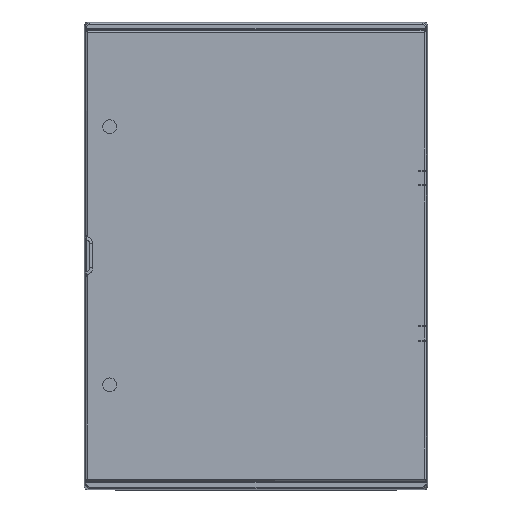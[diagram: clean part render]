
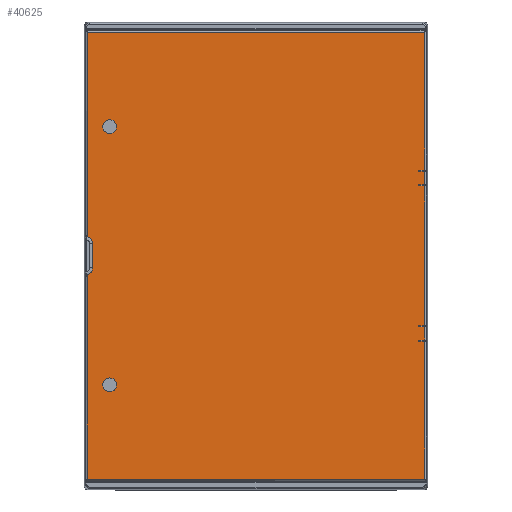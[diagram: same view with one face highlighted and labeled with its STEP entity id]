
A CAD part, top view. The second image highlights one B-rep face of the part: STEP entity #40625.
In plain terms, the highlighted planar face has unit normal (0, 0, 1).
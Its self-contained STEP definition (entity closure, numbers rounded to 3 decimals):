
#35256=DIRECTION('',(-1.,0.,0.));
#35257=VECTOR('',#35256,768.091);
#35258=CARTESIAN_POINT('',(384.046,-509.046,4.));
#35259=LINE('',#35258,#35257);
#35758=DIRECTION('',(-1.,0.,0.));
#35759=VECTOR('',#35758,13.646);
#35760=CARTESIAN_POINT('',(-370.4,194.994,4.));
#35761=LINE('',#35760,#35759);
#35770=DIRECTION('',(-1.,0.,0.));
#35771=VECTOR('',#35770,13.646);
#35772=CARTESIAN_POINT('',(-370.4,192.,4.));
#35773=LINE('',#35772,#35771);
#35774=CARTESIAN_POINT('',(-384.046,192.,4.));
#35816=CARTESIAN_POINT('',(-384.046,162.,4.));
#35818=DIRECTION('',(1.,0.,0.));
#35819=VECTOR('',#35818,13.646);
#35820=CARTESIAN_POINT('',(-384.046,162.,4.));
#35821=LINE('',#35820,#35819);
#35830=DIRECTION('',(1.,0.,0.));
#35831=VECTOR('',#35830,13.646);
#35832=CARTESIAN_POINT('',(-384.046,159.006,4.));
#35833=LINE('',#35832,#35831);
#35853=CARTESIAN_POINT('',(-384.046,159.006,4.));
#35906=CARTESIAN_POINT('',(-384.046,-159.006,4.));
#35908=DIRECTION('',(1.,0.,0.));
#35909=VECTOR('',#35908,13.646);
#35910=CARTESIAN_POINT('',(-384.046,-159.006,4.));
#35911=LINE('',#35910,#35909);
#35924=DIRECTION('',(1.,0.,0.));
#35925=VECTOR('',#35924,13.646);
#35926=CARTESIAN_POINT('',(-384.046,-162.,4.));
#35927=LINE('',#35926,#35925);
#35936=CARTESIAN_POINT('',(-384.046,-162.,4.));
#35950=CARTESIAN_POINT('',(-384.046,-192.,4.));
#35960=DIRECTION('',(-1.,0.,0.));
#35961=VECTOR('',#35960,13.646);
#35962=CARTESIAN_POINT('',(-370.4,-192.,4.));
#35963=LINE('',#35962,#35961);
#35976=DIRECTION('',(-1.,0.,0.));
#35977=VECTOR('',#35976,13.646);
#35978=CARTESIAN_POINT('',(-370.4,-194.994,4.));
#35979=LINE('',#35978,#35977);
#36054=DIRECTION('',(0.,1.,0.));
#36055=VECTOR('',#36054,314.052);
#36056=CARTESIAN_POINT('',(-384.046,-509.046,4.));
#36057=LINE('',#36056,#36055);
#36062=CARTESIAN_POINT('',(333.5,294.,4.));
#36063=DIRECTION('',(0.,0.,1.));
#36064=DIRECTION('',(1.,0.,0.));
#36065=AXIS2_PLACEMENT_3D('',#36062,#36063,#36064);
#36067=CARTESIAN_POINT('',(333.5,294.,4.));
#36068=DIRECTION('',(0.,0.,1.));
#36069=DIRECTION('',(-1.,0.,0.));
#36070=AXIS2_PLACEMENT_3D('',#36067,#36068,#36069);
#36072=CARTESIAN_POINT('',(333.5,-294.,4.));
#36073=DIRECTION('',(0.,0.,-1.));
#36074=DIRECTION('',(1.,0.,0.));
#36075=AXIS2_PLACEMENT_3D('',#36072,#36073,#36074);
#36077=CARTESIAN_POINT('',(333.5,-294.,4.));
#36078=DIRECTION('',(0.,0.,-1.));
#36079=DIRECTION('',(-1.,0.,0.));
#36080=AXIS2_PLACEMENT_3D('',#36077,#36078,#36079);
#36082=DIRECTION('',(0.,1.,0.));
#36083=VECTOR('',#36082,318.012);
#36084=CARTESIAN_POINT('',(-384.046,-159.006,4.));
#36085=LINE('',#36084,#36083);
#36086=CARTESIAN_POINT('',(387.976,27.55,4.));
#36087=DIRECTION('',(0.,0.,-1.));
#36088=DIRECTION('',(-1.,0.,0.));
#36089=AXIS2_PLACEMENT_3D('',#36086,#36087,#36088);
#36091=DIRECTION('',(0.,-1.,0.));
#36092=VECTOR('',#36091,55.1);
#36093=CARTESIAN_POINT('',(372.326,27.55,4.));
#36094=LINE('',#36093,#36092);
#36095=CARTESIAN_POINT('',(387.976,-27.55,4.));
#36096=DIRECTION('',(0.,0.,1.));
#36097=DIRECTION('',(-1.,0.,0.));
#36098=AXIS2_PLACEMENT_3D('',#36095,#36096,#36097);
#36140=DIRECTION('',(0.,-1.,0.));
#36141=VECTOR('',#36140,2.994);
#36142=CARTESIAN_POINT('',(-370.4,162.,4.));
#36143=LINE('',#36142,#36141);
#36160=DIRECTION('',(0.,-1.,0.));
#36161=VECTOR('',#36160,30.);
#36162=CARTESIAN_POINT('',(-384.046,192.,4.));
#36163=LINE('',#36162,#36161);
#36176=DIRECTION('',(0.,-1.,0.));
#36177=VECTOR('',#36176,2.994);
#36178=CARTESIAN_POINT('',(-370.4,194.994,4.));
#36179=LINE('',#36178,#36177);
#36188=DIRECTION('',(0.,-1.,0.));
#36189=VECTOR('',#36188,314.052);
#36190=CARTESIAN_POINT('',(-384.046,509.046,4.));
#36191=LINE('',#36190,#36189);
#36429=DIRECTION('',(0.,-1.,0.));
#36430=VECTOR('',#36429,466.347);
#36431=CARTESIAN_POINT('',(384.046,509.046,4.));
#36432=LINE('',#36431,#36430);
#36455=CARTESIAN_POINT('',(384.046,509.046,4.));
#36481=DIRECTION('',(-1.,0.,0.));
#36482=VECTOR('',#36481,768.091);
#36483=CARTESIAN_POINT('',(384.046,509.046,4.));
#36484=LINE('',#36483,#36482);
#36590=DIRECTION('',(0.,1.,0.));
#36591=VECTOR('',#36590,466.347);
#36592=CARTESIAN_POINT('',(384.046,-509.046,4.));
#36593=LINE('',#36592,#36591);
#36616=CARTESIAN_POINT('',(384.046,-509.046,4.));
#36833=DIRECTION('',(0.,1.,0.));
#36834=VECTOR('',#36833,2.994);
#36835=CARTESIAN_POINT('',(-370.4,-194.994,4.));
#36836=LINE('',#36835,#36834);
#36845=DIRECTION('',(0.,1.,0.));
#36846=VECTOR('',#36845,30.);
#36847=CARTESIAN_POINT('',(-384.046,-192.,4.));
#36848=LINE('',#36847,#36846);
#36853=DIRECTION('',(0.,1.,0.));
#36854=VECTOR('',#36853,2.994);
#36855=CARTESIAN_POINT('',(-370.4,-162.,4.));
#36856=LINE('',#36855,#36854);
#38823=VERTEX_POINT('',#36616);
#38824=CARTESIAN_POINT('',(-384.046,-509.046,4.));
#38825=VERTEX_POINT('',#38824);
#38845=CARTESIAN_POINT('',(-370.4,-159.006,4.));
#38847=VERTEX_POINT('',#38845);
#38849=CARTESIAN_POINT('',(-370.4,-162.,4.));
#38850=VERTEX_POINT('',#38849);
#38857=VERTEX_POINT('',#35936);
#38860=VERTEX_POINT('',#35950);
#38861=CARTESIAN_POINT('',(-370.4,-192.,4.));
#38863=VERTEX_POINT('',#38861);
#38869=CARTESIAN_POINT('',(-370.4,-194.994,4.));
#38870=VERTEX_POINT('',#38869);
#38873=CARTESIAN_POINT('',(349.1,-294.,4.));
#38874=CARTESIAN_POINT('',(317.9,-294.,4.));
#38875=VERTEX_POINT('',#38873);
#38876=VERTEX_POINT('',#38874);
#39182=VERTEX_POINT('',#35906);
#39183=CARTESIAN_POINT('',(-384.046,-194.994,4.));
#39184=VERTEX_POINT('',#39183);
#39197=CARTESIAN_POINT('',(372.326,-27.55,4.));
#39198=CARTESIAN_POINT('',(384.046,-42.698,4.));
#39199=VERTEX_POINT('',#39197);
#39200=VERTEX_POINT('',#39198);
#39209=VERTEX_POINT('',#36455);
#39210=CARTESIAN_POINT('',(-384.046,509.046,4.));
#39211=VERTEX_POINT('',#39210);
#39231=CARTESIAN_POINT('',(-370.4,159.006,4.));
#39233=VERTEX_POINT('',#39231);
#39235=CARTESIAN_POINT('',(-370.4,162.,4.));
#39236=VERTEX_POINT('',#39235);
#39243=VERTEX_POINT('',#35816);
#39246=VERTEX_POINT('',#35774);
#39247=CARTESIAN_POINT('',(-370.4,192.,4.));
#39249=VERTEX_POINT('',#39247);
#39255=CARTESIAN_POINT('',(-370.4,194.994,4.));
#39256=VERTEX_POINT('',#39255);
#39259=CARTESIAN_POINT('',(349.1,294.,4.));
#39260=CARTESIAN_POINT('',(317.9,294.,4.));
#39261=VERTEX_POINT('',#39259);
#39262=VERTEX_POINT('',#39260);
#39568=VERTEX_POINT('',#35853);
#39569=CARTESIAN_POINT('',(-384.046,194.994,4.));
#39570=VERTEX_POINT('',#39569);
#39583=CARTESIAN_POINT('',(372.326,27.55,4.));
#39584=CARTESIAN_POINT('',(384.046,42.698,4.));
#39585=VERTEX_POINT('',#39583);
#39586=VERTEX_POINT('',#39584);
#40568=CARTESIAN_POINT('',(0.,0.,4.));
#40569=DIRECTION('',(0.,0.,1.));
#40570=DIRECTION('',(1.,0.,0.));
#40571=AXIS2_PLACEMENT_3D('',#40568,#40569,#40570);
#40572=PLANE('',#40571);
#40574=ORIENTED_EDGE('',*,*,#40573,.T.);
#40575=ORIENTED_EDGE('',*,*,#40298,.T.);
#40577=ORIENTED_EDGE('',*,*,#40576,.F.);
#40578=ORIENTED_EDGE('',*,*,#40266,.F.);
#40580=ORIENTED_EDGE('',*,*,#40579,.F.);
#40581=ORIENTED_EDGE('',*,*,#40223,.F.);
#40583=ORIENTED_EDGE('',*,*,#40582,.F.);
#40584=ORIENTED_EDGE('',*,*,#40191,.T.);
#40586=ORIENTED_EDGE('',*,*,#40585,.F.);
#40588=ORIENTED_EDGE('',*,*,#40587,.F.);
#40590=ORIENTED_EDGE('',*,*,#40589,.T.);
#40592=ORIENTED_EDGE('',*,*,#40591,.F.);
#40594=ORIENTED_EDGE('',*,*,#40593,.T.);
#40596=ORIENTED_EDGE('',*,*,#40595,.T.);
#40598=ORIENTED_EDGE('',*,*,#40597,.F.);
#40599=ORIENTED_EDGE('',*,*,#39696,.T.);
#40600=ORIENTED_EDGE('',*,*,#40560,.T.);
#40601=ORIENTED_EDGE('',*,*,#40448,.F.);
#40603=ORIENTED_EDGE('',*,*,#40602,.T.);
#40604=ORIENTED_EDGE('',*,*,#40416,.T.);
#40606=ORIENTED_EDGE('',*,*,#40605,.T.);
#40607=ORIENTED_EDGE('',*,*,#40373,.T.);
#40609=ORIENTED_EDGE('',*,*,#40608,.T.);
#40610=ORIENTED_EDGE('',*,*,#40341,.F.);
#40611=EDGE_LOOP('',(#40574,#40575,#40577,#40578,#40580,#40581,#40583,#40584,
#40586,#40588,#40590,#40592,#40594,#40596,#40598,#40599,#40600,#40601,#40603,
#40604,#40606,#40607,#40609,#40610));
#40612=FACE_OUTER_BOUND('',#40611,.F.);
#40614=ORIENTED_EDGE('',*,*,#40613,.F.);
#40616=ORIENTED_EDGE('',*,*,#40615,.F.);
#40617=EDGE_LOOP('',(#40614,#40616));
#40618=FACE_BOUND('',#40617,.F.);
#40620=ORIENTED_EDGE('',*,*,#40619,.T.);
#40622=ORIENTED_EDGE('',*,*,#40621,.T.);
#40623=EDGE_LOOP('',(#40620,#40622));
#40624=FACE_BOUND('',#40623,.F.);
#40625=ADVANCED_FACE('',(#40612,#40618,#40624),#40572,.T.);
#36066=CIRCLE('',#36065,15.6);
#36071=CIRCLE('',#36070,15.6);
#36076=CIRCLE('',#36075,15.6);
#36081=CIRCLE('',#36080,15.6);
#36090=CIRCLE('',#36089,15.65);
#36099=CIRCLE('',#36098,15.65);
#39696=EDGE_CURVE('',#38823,#38825,#35259,.T.);
#40191=EDGE_CURVE('',#39256,#39570,#35761,.T.);
#40223=EDGE_CURVE('',#39249,#39246,#35773,.T.);
#40266=EDGE_CURVE('',#39243,#39236,#35821,.T.);
#40298=EDGE_CURVE('',#39568,#39233,#35833,.T.);
#40341=EDGE_CURVE('',#39182,#38847,#35911,.T.);
#40373=EDGE_CURVE('',#38857,#38850,#35927,.T.);
#40416=EDGE_CURVE('',#38863,#38860,#35963,.T.);
#40448=EDGE_CURVE('',#38870,#39184,#35979,.T.);
#40560=EDGE_CURVE('',#38825,#39184,#36057,.T.);
#40573=EDGE_CURVE('',#39182,#39568,#36085,.T.);
#40576=EDGE_CURVE('',#39236,#39233,#36143,.T.);
#40579=EDGE_CURVE('',#39246,#39243,#36163,.T.);
#40582=EDGE_CURVE('',#39256,#39249,#36179,.T.);
#40585=EDGE_CURVE('',#39211,#39570,#36191,.T.);
#40587=EDGE_CURVE('',#39209,#39211,#36484,.T.);
#40589=EDGE_CURVE('',#39209,#39586,#36432,.T.);
#40591=EDGE_CURVE('',#39585,#39586,#36090,.T.);
#40593=EDGE_CURVE('',#39585,#39199,#36094,.T.);
#40595=EDGE_CURVE('',#39199,#39200,#36099,.T.);
#40597=EDGE_CURVE('',#38823,#39200,#36593,.T.);
#40602=EDGE_CURVE('',#38870,#38863,#36836,.T.);
#40605=EDGE_CURVE('',#38860,#38857,#36848,.T.);
#40608=EDGE_CURVE('',#38850,#38847,#36856,.T.);
#40613=EDGE_CURVE('',#38875,#38876,#36076,.T.);
#40615=EDGE_CURVE('',#38876,#38875,#36081,.T.);
#40619=EDGE_CURVE('',#39261,#39262,#36066,.T.);
#40621=EDGE_CURVE('',#39262,#39261,#36071,.T.);
